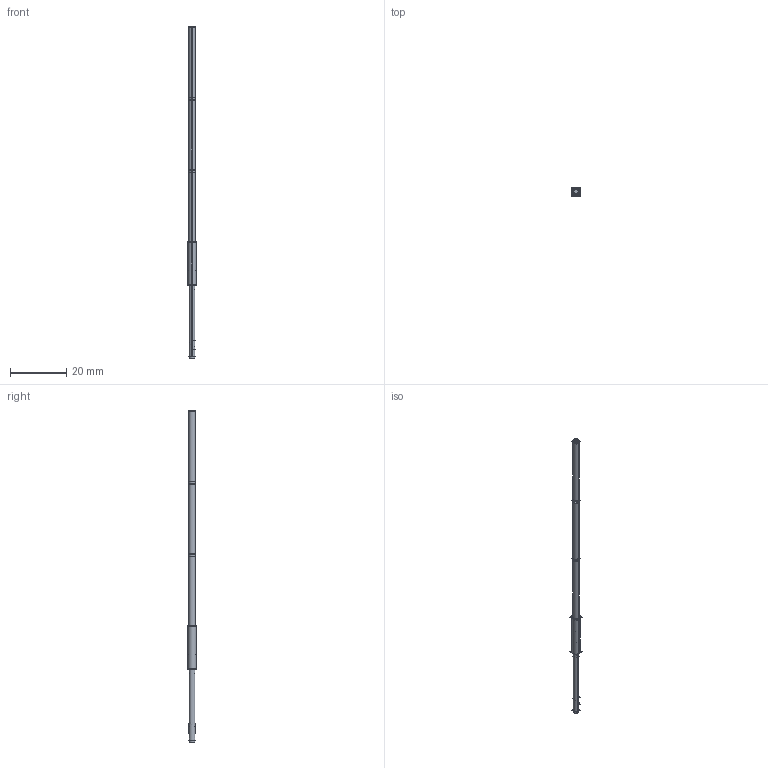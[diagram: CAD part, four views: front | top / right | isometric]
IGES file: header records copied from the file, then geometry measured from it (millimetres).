
Start section:  PTC IGES file: 194031.igs
Global section: file name: 194031.igs; native system: Creo Parametric by Parametric Technology Corporation; preprocessor: 2013230; author: PDMAdmin; organization: Unknown; date: 20160401.090005; units: millimetre
Bounding box: 3.12 x 3.12 x 117.7 mm (x, y, z)
Volume: 288.9 mm3; surface area: 6736.5 mm2
Topology: 6 solids, 6 shells, 96 faces, 452 edges, 576 vertices
Faces by surface type: revolution 64, bspline 32
